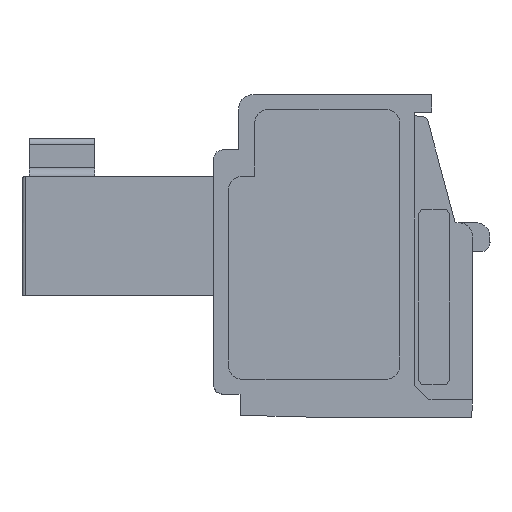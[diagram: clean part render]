
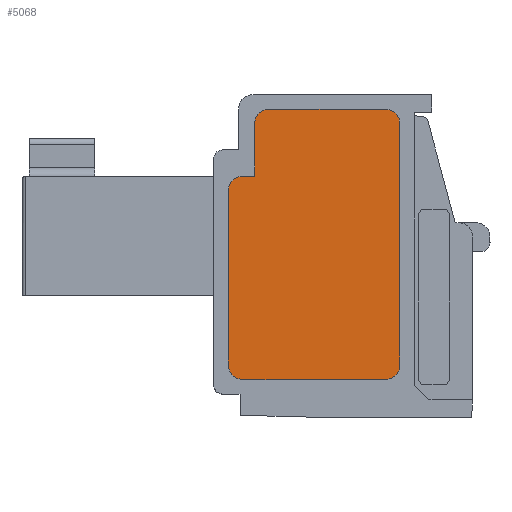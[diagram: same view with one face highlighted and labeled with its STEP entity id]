
A CAD part, left-side view. The second image highlights one B-rep face of the part: STEP entity #5068.
In plain terms, the highlighted planar face has unit normal (-1, 0, 0).
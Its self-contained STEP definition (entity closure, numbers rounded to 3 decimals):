
#5068=ADVANCED_FACE('',(#10066),#10067,.T.);
#10066=FACE_OUTER_BOUND('',#17029,.T.);
#10067=PLANE('',#17030);
#17029=EDGE_LOOP('',(#28681,#28682,#28683,#28684,#28685,#28686,#28687,#28688,#28689,#28690,#28691));
#17030=AXIS2_PLACEMENT_3D('',#28692,#28693,#28694);
#28681=ORIENTED_EDGE('',*,*,#32936,.T.);
#28682=ORIENTED_EDGE('',*,*,#32937,.T.);
#28683=ORIENTED_EDGE('',*,*,#32938,.T.);
#28684=ORIENTED_EDGE('',*,*,#32931,.T.);
#28685=ORIENTED_EDGE('',*,*,#32926,.T.);
#28686=ORIENTED_EDGE('',*,*,#32939,.T.);
#28687=ORIENTED_EDGE('',*,*,#32940,.T.);
#28688=ORIENTED_EDGE('',*,*,#32941,.T.);
#28689=ORIENTED_EDGE('',*,*,#32806,.F.);
#28690=ORIENTED_EDGE('',*,*,#32942,.T.);
#28691=ORIENTED_EDGE('',*,*,#32943,.T.);
#28692=CARTESIAN_POINT('',(0.04,15.448,0.));
#28693=DIRECTION('',(-1.0,0.,0.0));
#28694=DIRECTION('',(0.,1.0,0.0));
#32806=EDGE_CURVE('',#38546,#38542,#38548,.T.);
#32926=EDGE_CURVE('',#38716,#38717,#38718,.T.);
#32931=EDGE_CURVE('',#38722,#38716,#38724,.T.);
#32936=EDGE_CURVE('',#38730,#38731,#38732,.T.);
#32937=EDGE_CURVE('',#38731,#38733,#38734,.T.);
#32938=EDGE_CURVE('',#38733,#38722,#38735,.T.);
#32939=EDGE_CURVE('',#38717,#38736,#38737,.T.);
#32940=EDGE_CURVE('',#38736,#38738,#38739,.T.);
#32941=EDGE_CURVE('',#38738,#38542,#38740,.T.);
#32942=EDGE_CURVE('',#38546,#38741,#38742,.T.);
#32943=EDGE_CURVE('',#38741,#38730,#38743,.T.);
#38542=VERTEX_POINT('',#51799);
#38546=VERTEX_POINT('',#51804);
#38548=CIRCLE('',#51807,0.5);
#38716=VERTEX_POINT('',#52099);
#38717=VERTEX_POINT('',#52100);
#38718=LINE('',#52101,#52102);
#38722=VERTEX_POINT('',#52108);
#38724=CIRCLE('',#52111,0.5);
#38730=VERTEX_POINT('',#52119);
#38731=VERTEX_POINT('',#52120);
#38732=LINE('',#52121,#52122);
#38733=VERTEX_POINT('',#52123);
#38734=CIRCLE('',#52124,0.5);
#38735=LINE('',#52125,#52126);
#38736=VERTEX_POINT('',#52127);
#38737=LINE('',#52128,#52129);
#38738=VERTEX_POINT('',#52130);
#38739=CIRCLE('',#52131,0.5);
#38740=LINE('',#52132,#52133);
#38741=VERTEX_POINT('',#52134);
#38742=LINE('',#52135,#52136);
#38743=CIRCLE('',#52137,0.5);
#51799=CARTESIAN_POINT('',(0.04,8.369,1.8));
#51804=CARTESIAN_POINT('',(0.04,7.869,1.3));
#51807=AXIS2_PLACEMENT_3D('',#56033,#56034,#56035);
#52099=CARTESIAN_POINT('',(0.04,7.469,10.1));
#52100=CARTESIAN_POINT('',(0.04,7.469,8.3));
#52101=CARTESIAN_POINT('',(0.04,7.469,0.));
#52102=VECTOR('',#56172,1.0);
#52108=CARTESIAN_POINT('',(0.04,6.982,10.6));
#52111=AXIS2_PLACEMENT_3D('',#56176,#56177,#56178);
#52119=CARTESIAN_POINT('',(0.04,2.469,1.8));
#52120=CARTESIAN_POINT('',(0.04,2.469,10.1));
#52121=CARTESIAN_POINT('',(0.04,2.469,0.));
#52122=VECTOR('',#56181,1.0);
#52123=CARTESIAN_POINT('',(0.04,2.969,10.6));
#52124=AXIS2_PLACEMENT_3D('',#56182,#56183,#56184);
#52125=CARTESIAN_POINT('',(0.04,15.448,10.6));
#52126=VECTOR('',#56185,1.0);
#52127=CARTESIAN_POINT('',(0.04,7.882,8.3));
#52128=CARTESIAN_POINT('',(0.04,15.448,8.3));
#52129=VECTOR('',#56186,1.0);
#52130=CARTESIAN_POINT('',(0.04,8.369,7.8));
#52131=AXIS2_PLACEMENT_3D('',#56187,#56188,#56189);
#52132=CARTESIAN_POINT('',(0.04,8.369,9.2));
#52133=VECTOR('',#56190,1.0);
#52134=CARTESIAN_POINT('',(0.04,2.969,1.3));
#52135=CARTESIAN_POINT('',(0.04,15.448,1.3));
#52136=VECTOR('',#56191,1.0);
#52137=AXIS2_PLACEMENT_3D('',#56192,#56193,#56194);
#56033=CARTESIAN_POINT('',(0.04,7.869,1.8));
#56034=DIRECTION('',(1.0,0.,0.0));
#56035=DIRECTION('',(0.,1.0,0.));
#56172=DIRECTION('',(0.,0.,-1.0));
#56176=CARTESIAN_POINT('',(0.04,6.969,10.1));
#56177=DIRECTION('',(-1.0,0.,0.0));
#56178=DIRECTION('',(0.,-1.0,0.));
#56181=DIRECTION('',(0.,0.,1.0));
#56182=CARTESIAN_POINT('',(0.04,2.969,10.1));
#56183=DIRECTION('',(-1.0,0.,0.0));
#56184=DIRECTION('',(0.,-1.0,0.));
#56185=DIRECTION('',(0.,1.0,0.));
#56186=DIRECTION('',(0.,1.0,0.));
#56187=CARTESIAN_POINT('',(0.04,7.869,7.8));
#56188=DIRECTION('',(-1.0,0.,0.0));
#56189=DIRECTION('',(0.,-1.0,0.));
#56190=DIRECTION('',(0.,0.,-1.0));
#56191=DIRECTION('',(0.,-1.0,0.));
#56192=CARTESIAN_POINT('',(0.04,2.969,1.8));
#56193=DIRECTION('',(-1.0,0.,0.0));
#56194=DIRECTION('',(0.,-1.0,0.));
